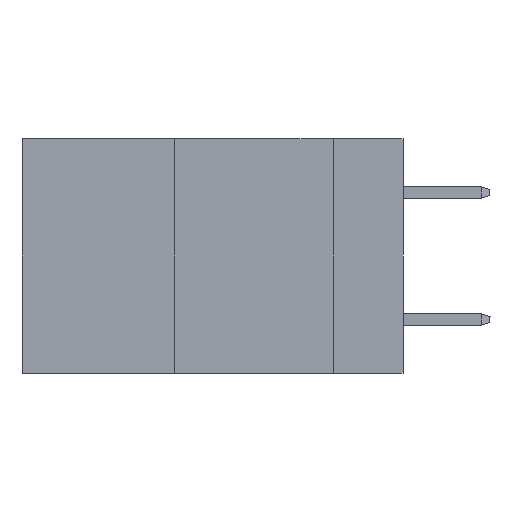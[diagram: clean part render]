
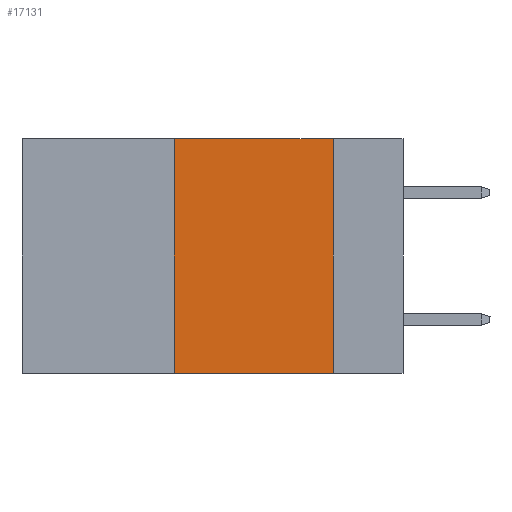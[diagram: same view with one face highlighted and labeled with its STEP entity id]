
A CAD part, left-side view. The second image highlights one B-rep face of the part: STEP entity #17131.
In plain terms, the highlighted planar face has unit normal (-1, 0, 0).
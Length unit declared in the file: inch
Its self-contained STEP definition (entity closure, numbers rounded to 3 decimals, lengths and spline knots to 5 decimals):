
#66 = DIRECTION ( 'NONE',  ( 0., 0., -1. ) ) ;
#3928 = EDGE_CURVE ( 'NONE', #20222, #12445, #4816, .T. ) ;
#4077 = ORIENTED_EDGE ( 'NONE', *, *, #17464, .T. ) ;
#4816 = LINE ( 'NONE', #14600, #25202 ) ;
#5171 = PLANE ( 'NONE',  #24430 ) ;
#5253 = EDGE_CURVE ( 'NONE', #23318, #20222, #17308, .T. ) ;
#5556 = VECTOR ( 'NONE', #66, 39.37008 ) ;
#6920 = DIRECTION ( 'NONE',  ( 1., 0., 0. ) ) ;
#9744 = CARTESIAN_POINT ( 'NONE',  ( 0., 0.6, 0. ) ) ;
#11292 = LINE ( 'NONE', #13499, #26452 ) ;
#11795 = DIRECTION ( 'NONE',  ( 0., 0., -1. ) ) ;
#12445 = VERTEX_POINT ( 'NONE', #26301 ) ;
#12701 = DIRECTION ( 'NONE',  ( 0., 0., 1. ) ) ;
#13499 = CARTESIAN_POINT ( 'NONE',  ( 0., 0.6, -0.37 ) ) ;
#14600 = CARTESIAN_POINT ( 'NONE',  ( 0., 0.6, 0. ) ) ;
#17131 = ADVANCED_FACE ( 'NONE', ( #19068 ), #5171, .F. ) ;
#17308 = LINE ( 'NONE', #27056, #22776 ) ;
#17464 = EDGE_CURVE ( 'NONE', #23318, #30489, #11292, .T. ) ;
#19068 = FACE_OUTER_BOUND ( 'NONE', #30415, .T. ) ;
#20222 = VERTEX_POINT ( 'NONE', #24040 ) ;
#21105 = ORIENTED_EDGE ( 'NONE', *, *, #5253, .F. ) ;
#22776 = VECTOR ( 'NONE', #12701, 39.37008 ) ;
#23115 = DIRECTION ( 'NONE',  ( 0., -1., 0. ) ) ;
#23318 = VERTEX_POINT ( 'NONE', #30400 ) ;
#23319 = ORIENTED_EDGE ( 'NONE', *, *, #3928, .F. ) ;
#23544 = CARTESIAN_POINT ( 'NONE',  ( 0., 0.11, 0. ) ) ;
#24040 = CARTESIAN_POINT ( 'NONE',  ( 0., 0.36, 0. ) ) ;
#24430 = AXIS2_PLACEMENT_3D ( 'NONE', #9744, #6920, #11795 ) ;
#25202 = VECTOR ( 'NONE', #30984, 39.37008 ) ;
#25908 = LINE ( 'NONE', #23544, #5556 ) ;
#26023 = ORIENTED_EDGE ( 'NONE', *, *, #30717, .F. ) ;
#26301 = CARTESIAN_POINT ( 'NONE',  ( 0., 0.11, 0. ) ) ;
#26452 = VECTOR ( 'NONE', #23115, 39.37008 ) ;
#27056 = CARTESIAN_POINT ( 'NONE',  ( 0., 0.36, 0. ) ) ;
#30174 = CARTESIAN_POINT ( 'NONE',  ( 0., 0.11, -0.37 ) ) ;
#30400 = CARTESIAN_POINT ( 'NONE',  ( 0., 0.36, -0.37 ) ) ;
#30415 = EDGE_LOOP ( 'NONE', ( #26023, #23319, #21105, #4077 ) ) ;
#30489 = VERTEX_POINT ( 'NONE', #30174 ) ;
#30717 = EDGE_CURVE ( 'NONE', #12445, #30489, #25908, .T. ) ;
#30984 = DIRECTION ( 'NONE',  ( 0., -1., 0. ) ) ;
